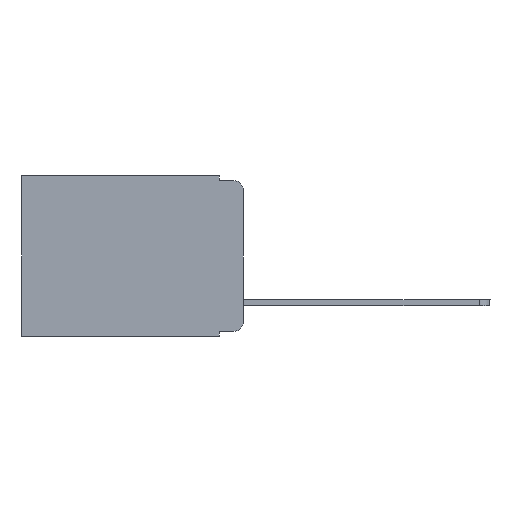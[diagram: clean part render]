
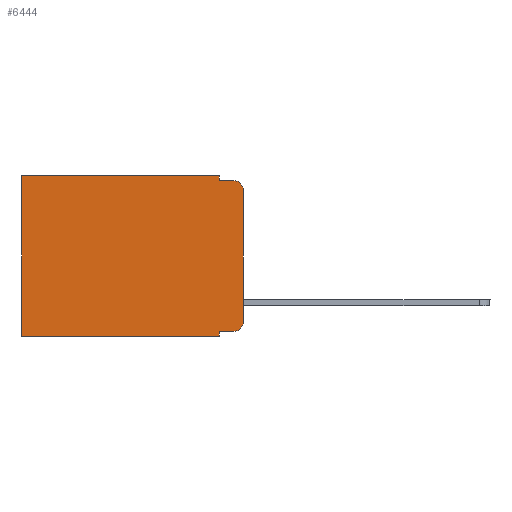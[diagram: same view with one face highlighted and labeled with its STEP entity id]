
A CAD part, left-side view. The second image highlights one B-rep face of the part: STEP entity #6444.
In plain terms, the highlighted planar face has unit normal (-1, 0, 0).
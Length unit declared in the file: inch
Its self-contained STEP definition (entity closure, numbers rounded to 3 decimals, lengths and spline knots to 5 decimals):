
#84 = VECTOR ( 'NONE', #6743, 39.37008 ) ;
#339 = ORIENTED_EDGE ( 'NONE', *, *, #2594, .F. ) ;
#991 = CARTESIAN_POINT ( 'NONE',  ( 0.298, 0., 0. ) ) ;
#1179 = DIRECTION ( 'NONE',  ( -1., 0., 0. ) ) ;
#1365 = CARTESIAN_POINT ( 'NONE',  ( 0.298, 0.051, 0. ) ) ;
#1482 = CARTESIAN_POINT ( 'NONE',  ( 0.298, 0.051, -0.01 ) ) ;
#1578 = LINE ( 'NONE', #11037, #16433 ) ;
#1715 = CARTESIAN_POINT ( 'NONE',  ( 0.298, 0., 0. ) ) ;
#2012 = EDGE_CURVE ( 'NONE', #19326, #8821, #1578, .T. ) ;
#2031 = CARTESIAN_POINT ( 'NONE',  ( 0.298, 0.051, 0. ) ) ;
#2594 = EDGE_CURVE ( 'NONE', #10085, #15055, #5703, .T. ) ;
#2622 = EDGE_CURVE ( 'NONE', #10085, #8821, #11383, .T. ) ;
#2992 = CARTESIAN_POINT ( 'NONE',  ( 0.298, 0.473, 0. ) ) ;
#3176 = EDGE_CURVE ( 'NONE', #9382, #19326, #3914, .T. ) ;
#3542 = DIRECTION ( 'NONE',  ( 0., -1., 0. ) ) ;
#3896 = ORIENTED_EDGE ( 'NONE', *, *, #2012, .F. ) ;
#3914 = LINE ( 'NONE', #2031, #10152 ) ;
#3957 = DIRECTION ( 'NONE',  ( 0., 0., -1. ) ) ;
#3991 = VERTEX_POINT ( 'NONE', #20730 ) ;
#4014 = EDGE_CURVE ( 'NONE', #20970, #17313, #20567, .T. ) ;
#4068 = EDGE_LOOP ( 'NONE', ( #339, #6331, #3896, #15861, #18517, #10856, #17220, #17699, #13780, #24536 ) ) ;
#5219 = CARTESIAN_POINT ( 'NONE',  ( 0.298, 0.02, -0.333 ) ) ;
#5225 = LINE ( 'NONE', #18895, #20429 ) ;
#5443 = CARTESIAN_POINT ( 'NONE',  ( 0.298, 0.051, -0.333 ) ) ;
#5703 = LINE ( 'NONE', #1715, #17646 ) ;
#5752 = DIRECTION ( 'NONE',  ( -1., 0., 0. ) ) ;
#6331 = ORIENTED_EDGE ( 'NONE', *, *, #2622, .T. ) ;
#6444 = ADVANCED_FACE ( 'NONE', ( #13677 ), #21152, .F. ) ;
#6743 = DIRECTION ( 'NONE',  ( 0., 1., 0. ) ) ;
#7241 = LINE ( 'NONE', #1365, #12612 ) ;
#7367 = DIRECTION ( 'NONE',  ( 0., 0., -1. ) ) ;
#7442 = VECTOR ( 'NONE', #11102, 39.37008 ) ;
#8132 = CIRCLE ( 'NONE', #12449, 0.02 ) ;
#8821 = VERTEX_POINT ( 'NONE', #12554 ) ;
#9382 = VERTEX_POINT ( 'NONE', #10647 ) ;
#9451 = AXIS2_PLACEMENT_3D ( 'NONE', #20677, #5752, #3957 ) ;
#9544 = EDGE_CURVE ( 'NONE', #15967, #3991, #5225, .T. ) ;
#9674 = DIRECTION ( 'NONE',  ( 0., 0., -1. ) ) ;
#9777 = CARTESIAN_POINT ( 'NONE',  ( 0.298, 0., 0. ) ) ;
#10085 = VERTEX_POINT ( 'NONE', #19193 ) ;
#10152 = VECTOR ( 'NONE', #9674, 39.37008 ) ;
#10518 = EDGE_CURVE ( 'NONE', #17313, #15055, #8132, .T. ) ;
#10647 = CARTESIAN_POINT ( 'NONE',  ( 0.298, 0.051, 0. ) ) ;
#10760 = DIRECTION ( 'NONE',  ( 0., 0., -1. ) ) ;
#10856 = ORIENTED_EDGE ( 'NONE', *, *, #15782, .T. ) ;
#11037 = CARTESIAN_POINT ( 'NONE',  ( 0.298, 0.051, -0.01 ) ) ;
#11102 = DIRECTION ( 'NONE',  ( 0., -1., 0. ) ) ;
#11123 = CARTESIAN_POINT ( 'NONE',  ( 0.298, 0.051, -0.343 ) ) ;
#11175 = CARTESIAN_POINT ( 'NONE',  ( 0.298, 0.051, -0.333 ) ) ;
#11383 = CIRCLE ( 'NONE', #9451, 0.02 ) ;
#11859 = DIRECTION ( 'NONE',  ( 1., 0., 0. ) ) ;
#12449 = AXIS2_PLACEMENT_3D ( 'NONE', #23983, #1179, #22239 ) ;
#12554 = CARTESIAN_POINT ( 'NONE',  ( 0.298, 0.02, -0.01 ) ) ;
#12612 = VECTOR ( 'NONE', #10760, 39.37008 ) ;
#13017 = LINE ( 'NONE', #23467, #21301 ) ;
#13527 = LINE ( 'NONE', #991, #84 ) ;
#13677 = FACE_OUTER_BOUND ( 'NONE', #4068, .T. ) ;
#13780 = ORIENTED_EDGE ( 'NONE', *, *, #4014, .T. ) ;
#14776 = VERTEX_POINT ( 'NONE', #2992 ) ;
#15055 = VERTEX_POINT ( 'NONE', #18147 ) ;
#15587 = DIRECTION ( 'NONE',  ( 0., 0., -1. ) ) ;
#15782 = EDGE_CURVE ( 'NONE', #14776, #3991, #13017, .T. ) ;
#15861 = ORIENTED_EDGE ( 'NONE', *, *, #3176, .F. ) ;
#15967 = VERTEX_POINT ( 'NONE', #11123 ) ;
#16433 = VECTOR ( 'NONE', #3542, 39.37008 ) ;
#17142 = EDGE_CURVE ( 'NONE', #9382, #14776, #13527, .T. ) ;
#17220 = ORIENTED_EDGE ( 'NONE', *, *, #9544, .F. ) ;
#17313 = VERTEX_POINT ( 'NONE', #5219 ) ;
#17646 = VECTOR ( 'NONE', #7367, 39.37008 ) ;
#17699 = ORIENTED_EDGE ( 'NONE', *, *, #19955, .F. ) ;
#18147 = CARTESIAN_POINT ( 'NONE',  ( 0.298, 0., -0.313 ) ) ;
#18517 = ORIENTED_EDGE ( 'NONE', *, *, #17142, .T. ) ;
#18895 = CARTESIAN_POINT ( 'NONE',  ( 0.298, 0., -0.343 ) ) ;
#19193 = CARTESIAN_POINT ( 'NONE',  ( 0.298, 0., -0.03 ) ) ;
#19326 = VERTEX_POINT ( 'NONE', #1482 ) ;
#19405 = DIRECTION ( 'NONE',  ( 0., 0., -1. ) ) ;
#19955 = EDGE_CURVE ( 'NONE', #20970, #15967, #7241, .T. ) ;
#20429 = VECTOR ( 'NONE', #22592, 39.37008 ) ;
#20567 = LINE ( 'NONE', #11175, #7442 ) ;
#20677 = CARTESIAN_POINT ( 'NONE',  ( 0.298, 0.02, -0.03 ) ) ;
#20730 = CARTESIAN_POINT ( 'NONE',  ( 0.298, 0.473, -0.343 ) ) ;
#20970 = VERTEX_POINT ( 'NONE', #5443 ) ;
#21152 = PLANE ( 'NONE',  #23517 ) ;
#21301 = VECTOR ( 'NONE', #19405, 39.37008 ) ;
#22239 = DIRECTION ( 'NONE',  ( 0., 0., -1. ) ) ;
#22592 = DIRECTION ( 'NONE',  ( 0., 1., 0. ) ) ;
#23467 = CARTESIAN_POINT ( 'NONE',  ( 0.298, 0.473, 0. ) ) ;
#23517 = AXIS2_PLACEMENT_3D ( 'NONE', #9777, #11859, #15587 ) ;
#23983 = CARTESIAN_POINT ( 'NONE',  ( 0.298, 0.02, -0.313 ) ) ;
#24536 = ORIENTED_EDGE ( 'NONE', *, *, #10518, .T. ) ;
